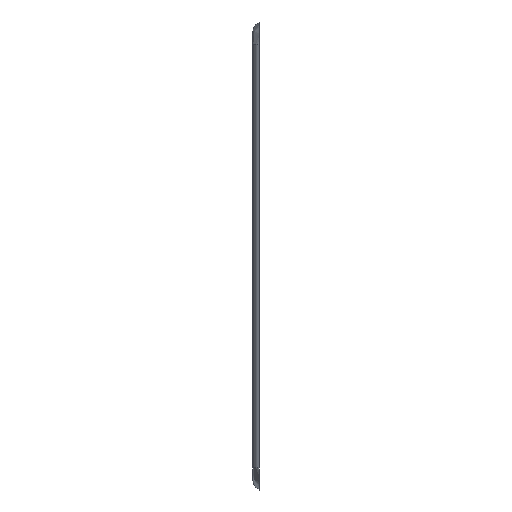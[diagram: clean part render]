
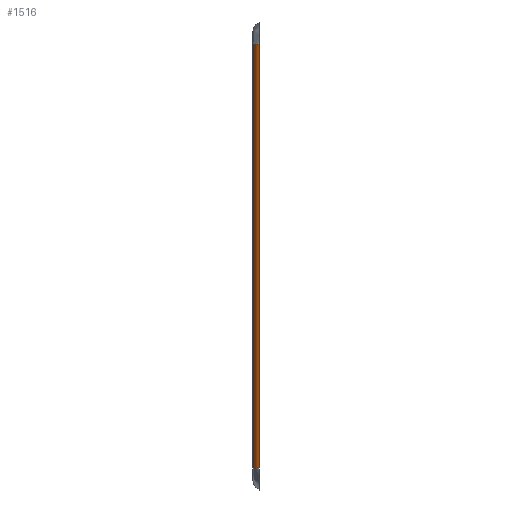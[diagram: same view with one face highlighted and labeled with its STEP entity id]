
A CAD part, left-side view. The second image highlights one B-rep face of the part: STEP entity #1516.
In plain terms, the highlighted cylindrical face has radius 3 mm (diameter 6 mm), a partial arc.
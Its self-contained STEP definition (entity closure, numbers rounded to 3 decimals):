
#86=FACE_OUTER_BOUND('',#164,.T.);
#164=EDGE_LOOP('',(#1033,#1034,#1035,#1036));
#267=LINE('',#2259,#415);
#268=LINE('',#2260,#416);
#415=VECTOR('',#1785,10.);
#416=VECTOR('',#1786,3.);
#563=CIRCLE('',#1608,3.);
#569=CIRCLE('',#1615,3.);
#645=VERTEX_POINT('',#2236);
#646=VERTEX_POINT('',#2237);
#649=VERTEX_POINT('',#2256);
#650=VERTEX_POINT('',#2257);
#797=EDGE_CURVE('',#645,#646,#563,.T.);
#803=EDGE_CURVE('',#649,#650,#569,.T.);
#804=EDGE_CURVE('',#646,#650,#267,.T.);
#805=EDGE_CURVE('',#645,#649,#268,.T.);
#1033=ORIENTED_EDGE('',*,*,#803,.T.);
#1034=ORIENTED_EDGE('',*,*,#804,.F.);
#1035=ORIENTED_EDGE('',*,*,#797,.F.);
#1036=ORIENTED_EDGE('',*,*,#805,.T.);
#1478=CYLINDRICAL_SURFACE('',#1614,3.);
#1516=ADVANCED_FACE('',(#86),#1478,.T.);
#1608=AXIS2_PLACEMENT_3D('',#2238,#1769,#1770);
#1614=AXIS2_PLACEMENT_3D('',#2255,#1781,#1782);
#1615=AXIS2_PLACEMENT_3D('',#2258,#1783,#1784);
#1769=DIRECTION('center_axis',(0.,0.,1.));
#1770=DIRECTION('ref_axis',(0.,1.,0.));
#1781=DIRECTION('center_axis',(0.,0.,-1.));
#1782=DIRECTION('ref_axis',(-0.866,0.5,0.));
#1783=DIRECTION('center_axis',(0.,0.,
1.));
#1784=DIRECTION('ref_axis',(0.,1.,0.));
#1785=DIRECTION('',(0.,0.,-1.));
#1786=DIRECTION('',(0.,0.,-1.));
#2236=CARTESIAN_POINT('',(-12.165,1.5,90.725));
#2237=CARTESIAN_POINT('',(-14.763,0.,90.725));
#2238=CARTESIAN_POINT('Origin',(-12.165,-1.5,90.725));
#2255=CARTESIAN_POINT('Origin',(-12.165,-1.5,95.725));
#2256=CARTESIAN_POINT('',(-12.165,1.5,-5.));
#2257=CARTESIAN_POINT('',(-14.763,0.,-5.));
#2258=CARTESIAN_POINT('Origin',(-12.165,-1.5,-5.));
#2259=CARTESIAN_POINT('',(-14.763,0.,95.725));
#2260=CARTESIAN_POINT('',(-12.165,1.5,95.725));
